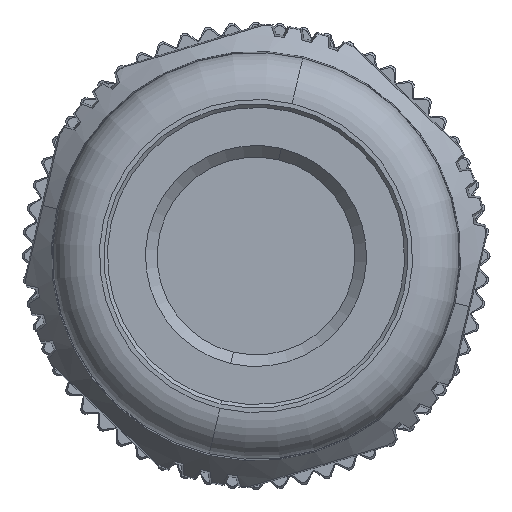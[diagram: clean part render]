
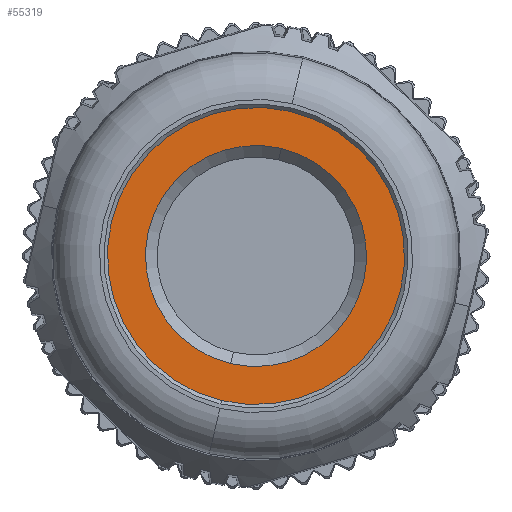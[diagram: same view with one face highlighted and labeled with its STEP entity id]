
A CAD part, front view. The second image highlights one B-rep face of the part: STEP entity #55319.
In plain terms, the highlighted planar face has unit normal (0, -1, 0).
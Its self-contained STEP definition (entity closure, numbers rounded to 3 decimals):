
#16722=CARTESIAN_POINT('',(0.,-50.9,0.));
#16723=DIRECTION('',(0.,1.,0.));
#16724=DIRECTION('',(-0.23,0.,-0.973));
#16725=AXIS2_PLACEMENT_3D('',#16722,#16723,#16724);
#16727=CARTESIAN_POINT('',(0.,-50.9,0.));
#16728=DIRECTION('',(0.,1.,0.));
#16729=DIRECTION('',(0.23,0.,0.973));
#16730=AXIS2_PLACEMENT_3D('',#16727,#16728,#16729);
#16732=CARTESIAN_POINT('',(0.,-50.9,0.));
#16733=DIRECTION('',(0.,-1.,0.));
#16734=DIRECTION('',(0.23,0.,0.973));
#16735=AXIS2_PLACEMENT_3D('',#16732,#16733,#16734);
#16737=CARTESIAN_POINT('',(0.,-50.9,0.));
#16738=DIRECTION('',(0.,-1.,0.));
#16739=DIRECTION('',(-0.23,0.,-0.973));
#16740=AXIS2_PLACEMENT_3D('',#16737,#16738,#16739);
#33084=CARTESIAN_POINT('',(1.461,-50.9,6.18));
#33085=VERTEX_POINT('',#33084);
#33086=CARTESIAN_POINT('',(-1.461,-50.9,-6.18));
#33087=VERTEX_POINT('',#33086);
#33088=CARTESIAN_POINT('',(1.087,-50.9,4.598));
#33089=CARTESIAN_POINT('',(-1.087,-50.9,-4.598));
#33090=VERTEX_POINT('',#33088);
#33091=VERTEX_POINT('',#33089);
#55304=CARTESIAN_POINT('',(0.,-50.9,0.));
#55305=DIRECTION('',(0.,-1.,0.));
#55306=DIRECTION('',(-0.23,0.,-0.973));
#55307=AXIS2_PLACEMENT_3D('',#55304,#55305,#55306);
#55308=PLANE('',#55307);
#55309=ORIENTED_EDGE('',*,*,#55284,.T.);
#55310=ORIENTED_EDGE('',*,*,#55298,.T.);
#55311=EDGE_LOOP('',(#55309,#55310));
#55312=FACE_OUTER_BOUND('',#55311,.F.);
#55314=ORIENTED_EDGE('',*,*,#55313,.T.);
#55316=ORIENTED_EDGE('',*,*,#55315,.T.);
#55317=EDGE_LOOP('',(#55314,#55316));
#55318=FACE_BOUND('',#55317,.F.);
#55319=ADVANCED_FACE('',(#55312,#55318),#55308,.T.);
#16726=CIRCLE('',#16725,6.35);
#16731=CIRCLE('',#16730,6.35);
#16736=CIRCLE('',#16735,4.725);
#16741=CIRCLE('',#16740,4.725);
#55284=EDGE_CURVE('',#33087,#33085,#16726,.T.);
#55298=EDGE_CURVE('',#33085,#33087,#16731,.T.);
#55313=EDGE_CURVE('',#33090,#33091,#16736,.T.);
#55315=EDGE_CURVE('',#33091,#33090,#16741,.T.);
